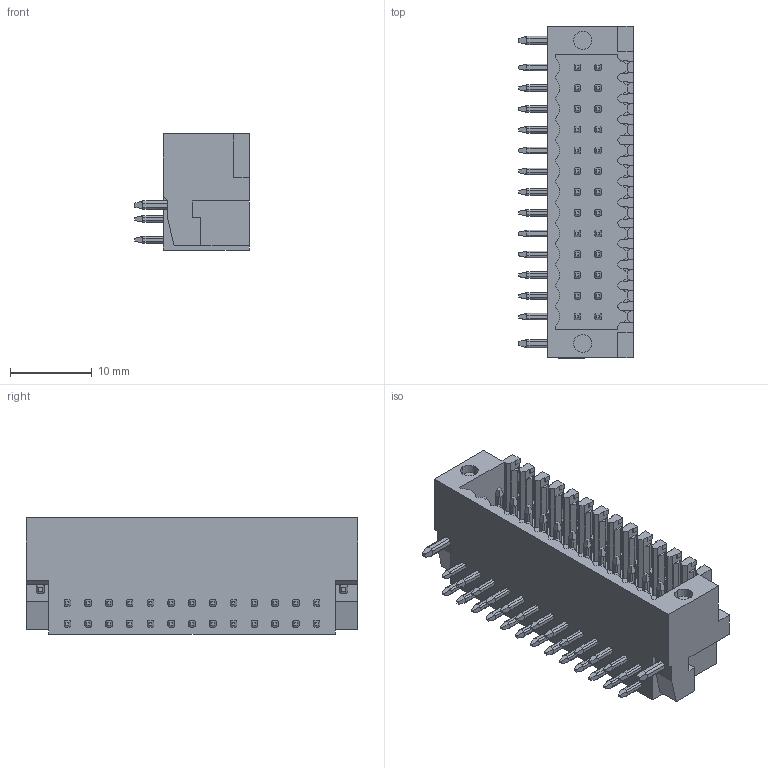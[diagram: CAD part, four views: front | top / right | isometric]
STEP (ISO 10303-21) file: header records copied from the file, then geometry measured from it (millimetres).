
FILE_DESCRIPTION((''),'2;1');
FILE_NAME('TLPHDW-020R','2024-10-17T13:24:08',('tluser'),(''),'CREO PARAMETRIC BY PTC INC, 2018100','CREO PARAMETRIC BY PTC INC, 2018100','');
FILE_SCHEMA(('CONFIG_CONTROL_DESIGN'));
Length unit declared in the file: millimetre
Products named in the file (1): TLPHDW-020R
Bounding box: 14 x 40.58 x 14.2 mm (x, y, z)
Volume: 3905.7 mm3; surface area: 3670.7 mm2
Topology: 1 solids, 1 shells, 1060 faces, 2980 edges, 1974 vertices
Faces by surface type: plane 813, cylinder 243, torus 4
Entity records: 34655 total; most frequent: CARTESIAN_POINT 7857, ORIENTED_EDGE 5960, DIRECTION 4910, EDGE_CURVE 2980, VECTOR 2266, LINE 2266, VERTEX_POINT 1974, AXIS2_PLACEMENT_3D 1322
